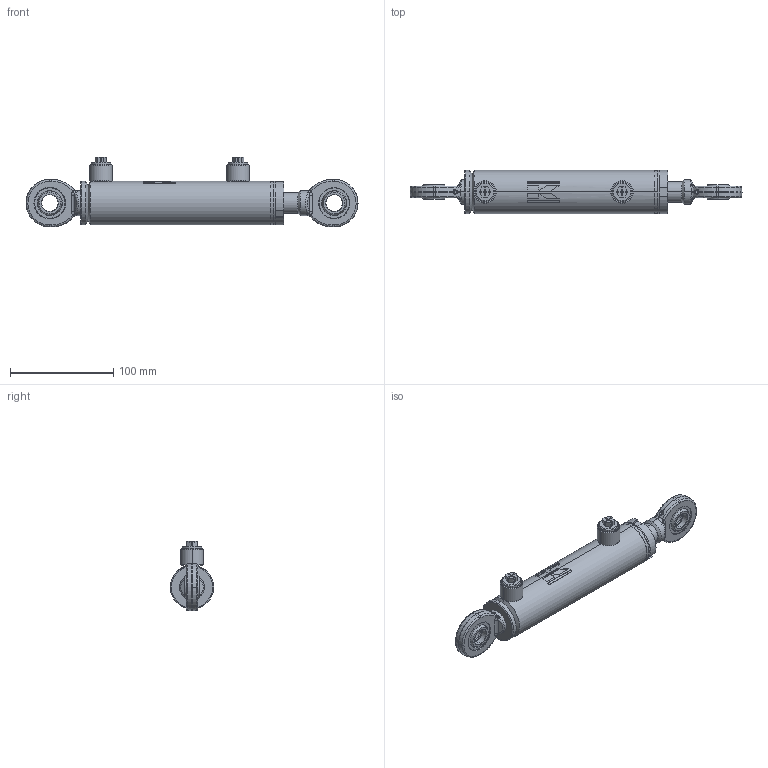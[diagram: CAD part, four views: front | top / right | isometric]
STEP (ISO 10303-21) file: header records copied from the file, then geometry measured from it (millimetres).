
FILE_DESCRIPTION (( 'STEP AP214' ), '1' );
FILE_NAME ('CFGCY0067995-Cylinder.step', '2024-08-29T12:35:01', ( '' ), ( '' ), 'SwSTEP 2.0', 'SolidWorks 2021', '' );
FILE_SCHEMA (( 'AUTOMOTIVE_DESIGN' ));
Length unit declared in the file: millimetre
Products named in the file (20): SP04M; DS2903213020_Simplified; LSN04E; Rod_Simplified; Tube_Simplified; MATE-AID; DC3903201; GK16DO; Rod-WA_Simplified; SLBMM1415; Tube-WA_Simplified; Tube-MA_Simplified; GK16DO-EC; GK16DO-RD; DS2903204VM_Simplified; DS2903213020VM_Simplified; CFGCY0067995-Cylinder; DS2903204_Simplified
Assembly tree (20 placements, depth 4):
  MATE-AID
  CFGCY0067995-Cylinder
    Tube-WA_Simplified
      Tube-MA_Simplified
        Tube_Simplified
        LSN04E
      LSN04E
      DC3903201
        DC3903201
      GK16DO-EC
        GK16DO
    Rod-WA_Simplified
      Rod_Simplified
      GK16DO-RD
        GK16DO
    DS2903213020VM_Simplified
      DS2903213020_Simplified
    DS2903204VM_Simplified
      DS2903204_Simplified
    SLBMM1415
    SP04M  x2
Bounding box: 320.99 x 42 x 67.49 mm (x, y, z)
Volume: 276806.1 mm3; surface area: 100663.6 mm2
Topology: 15 solids, 15 shells, 618 faces, 1482 edges, 903 vertices
Faces by surface type: cylinder 193, plane 167, bspline 124, cone 102, torus 32
Entity records: 29966 total; most frequent: CARTESIAN_POINT 13139, ORIENTED_EDGE 2552, DIRECTION 2488, EDGE_CURVE 1276, AXIS2_PLACEMENT_3D 1028, VERTEX_POINT 781, EDGE_LOOP 591, CIRCLE 585
